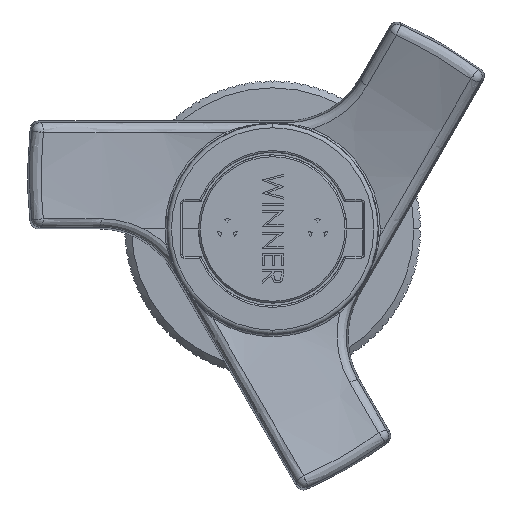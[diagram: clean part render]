
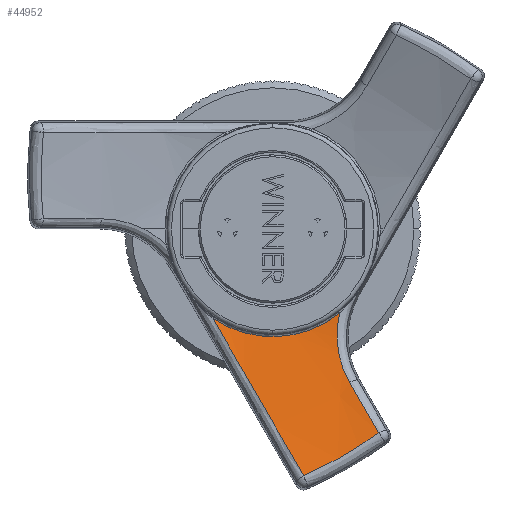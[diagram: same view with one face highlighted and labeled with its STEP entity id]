
A CAD part, left-side view. The second image highlights one B-rep face of the part: STEP entity #44952.
In plain terms, the highlighted spherical face has radius 70 mm.
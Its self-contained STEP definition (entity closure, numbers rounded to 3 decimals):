
#57 = CARTESIAN_POINT ( 'NONE',  ( -50.022, -7.824, -14.913 ) ) ;
#196 = CARTESIAN_POINT ( 'NONE',  ( -53.664, -9.754, -26.103 ) ) ;
#2053 = CIRCLE ( 'NONE', #39335, 12.73 ) ;
#2055 = AXIS2_PLACEMENT_3D ( 'NONE', #23213, #44873, #2104 ) ;
#2104 = DIRECTION ( 'NONE',  ( 0., 1., 0. ) ) ;
#2768 = ORIENTED_EDGE ( 'NONE', *, *, #38392, .T. ) ;
#2890 = B_SPLINE_CURVE_WITH_KNOTS ( 'NONE', 3,
 ( #19024, #25782, #44004, #18715, #33083, #4817, #36519, #7659 ),
 .UNSPECIFIED., .F., .F.,
 ( 4, 2, 2, 4 ),
 ( 0.007, 0.013, 0.018, 0.029 ),
 .UNSPECIFIED. ) ;
#3604 = CARTESIAN_POINT ( 'NONE',  ( -54.451, -3.676, -29.186 ) ) ;
#4817 = CARTESIAN_POINT ( 'NONE',  ( -51.822, -0.22, -23.198 ) ) ;
#5806 = CARTESIAN_POINT ( 'NONE',  ( -49.785, -7.67, -13.86 ) ) ;
#6388 = ORIENTED_EDGE ( 'NONE', *, *, #13272, .T. ) ;
#6535 = CARTESIAN_POINT ( 'NONE',  ( -53.449, -12.52, -24.09 ) ) ;
#7267 = CARTESIAN_POINT ( 'NONE',  ( -49.137, 0., 0. ) ) ;
#7296 = ORIENTED_EDGE ( 'NONE', *, *, #38590, .T. ) ;
#7351 = CARTESIAN_POINT ( 'NONE',  ( -53.449, -12.52, -24.09 ) ) ;
#7520 = CARTESIAN_POINT ( 'NONE',  ( -52.507, -11.399, -22.149 ) ) ;
#7659 = CARTESIAN_POINT ( 'NONE',  ( -54.451, -3.676, -29.186 ) ) ;
#7719 = B_SPLINE_CURVE_WITH_KNOTS ( 'NONE', 3,
 ( #32039, #39234, #17816, #42822, #57, #5806, #25040, #27207, #30797, #37985, #16564, #13758, #41587, #27364 ),
 .UNSPECIFIED., .F., .F.,
 ( 4, 2, 2, 2, 2, 2, 4 ),
 ( 0., 0.002, 0.004, 0.005, 0.007, 0.008, 0.009 ),
 .UNSPECIFIED. ) ;
#7925 = EDGE_LOOP ( 'NONE', ( #29303, #14748, #7296, #2768, #6388 ) ) ;
#8218 = B_SPLINE_CURVE_WITH_KNOTS ( 'NONE', 3,
 ( #3604, #14513, #196, #7351 ),
 .UNSPECIFIED., .F., .F.,
 ( 4, 4 ),
 ( 0., 0.01 ),
 .UNSPECIFIED. ) ;
#9308 = VERTEX_POINT ( 'NONE', #27100 ) ;
#9368 = FACE_OUTER_BOUND ( 'NONE', #7925, .T. ) ;
#11909 = VERTEX_POINT ( 'NONE', #15615 ) ;
#13272 = EDGE_CURVE ( 'NONE', #20593, #9308, #28024, .T. ) ;
#13758 = CARTESIAN_POINT ( 'NONE',  ( -49.225, -7.771, -10.668 ) ) ;
#14513 = CARTESIAN_POINT ( 'NONE',  ( -53.999, -6.783, -27.812 ) ) ;
#14748 = ORIENTED_EDGE ( 'NONE', *, *, #39638, .T. ) ;
#14942 = CARTESIAN_POINT ( 'NONE',  ( -49.137, -7.927, -9.961 ) ) ;
#15615 = CARTESIAN_POINT ( 'NONE',  ( -49.137, 7.053, -10.597 ) ) ;
#16564 = CARTESIAN_POINT ( 'NONE',  ( -49.327, -7.668, -11.377 ) ) ;
#17665 = CARTESIAN_POINT ( 'NONE',  ( -53.449, -12.52, -24.09 ) ) ;
#17816 = CARTESIAN_POINT ( 'NONE',  ( -50.566, -8.449, -16.908 ) ) ;
#18715 = CARTESIAN_POINT ( 'NONE',  ( -50.113, 3.385, -16.953 ) ) ;
#19024 = CARTESIAN_POINT ( 'NONE',  ( -49.137, 7.053, -10.597 ) ) ;
#19976 = VERTEX_POINT ( 'NONE', #14942 ) ;
#20593 = VERTEX_POINT ( 'NONE', #6535 ) ;
#23213 = CARTESIAN_POINT ( 'NONE',  ( -117.97, 0., 0. ) ) ;
#25040 = CARTESIAN_POINT ( 'NONE',  ( -49.71, -7.636, -13.504 ) ) ;
#25782 = CARTESIAN_POINT ( 'NONE',  ( -49.289, 6.131, -12.195 ) ) ;
#27100 = CARTESIAN_POINT ( 'NONE',  ( -50.979, -9.091, -18.152 ) ) ;
#27207 = CARTESIAN_POINT ( 'NONE',  ( -49.569, -7.601, -12.795 ) ) ;
#27364 = CARTESIAN_POINT ( 'NONE',  ( -49.137, -7.927, -9.961 ) ) ;
#28024 = B_SPLINE_CURVE_WITH_KNOTS ( 'NONE', 3,
 ( #17665, #7520, #35787, #39232 ),
 .UNSPECIFIED., .F., .F.,
 ( 4, 4 ),
 ( 0., 0.007 ),
 .UNSPECIFIED. ) ;
#29101 = DIRECTION ( 'NONE',  ( 1., 0., 0. ) ) ;
#29246 = DIRECTION ( 'NONE',  ( 0., 0., 1. ) ) ;
#29303 = ORIENTED_EDGE ( 'NONE', *, *, #42766, .T. ) ;
#30797 = CARTESIAN_POINT ( 'NONE',  ( -49.504, -7.601, -12.441 ) ) ;
#31161 = SPHERICAL_SURFACE ( 'NONE', #2055, 70. ) ;
#32039 = CARTESIAN_POINT ( 'NONE',  ( -50.979, -9.091, -18.152 ) ) ;
#33083 = CARTESIAN_POINT ( 'NONE',  ( -50.486, 2.478, -18.524 ) ) ;
#35156 = CARTESIAN_POINT ( 'NONE',  ( -54.451, -3.676, -29.186 ) ) ;
#35787 = CARTESIAN_POINT ( 'NONE',  ( -51.682, -10.254, -20.167 ) ) ;
#36519 = CARTESIAN_POINT ( 'NONE',  ( -52.995, -1.971, -26.233 ) ) ;
#37985 = CARTESIAN_POINT ( 'NONE',  ( -49.383, -7.634, -11.732 ) ) ;
#38392 = EDGE_CURVE ( 'NONE', #40331, #20593, #8218, .T. ) ;
#38590 = EDGE_CURVE ( 'NONE', #11909, #40331, #2890, .T. ) ;
#39232 = CARTESIAN_POINT ( 'NONE',  ( -50.979, -9.091, -18.152 ) ) ;
#39234 = CARTESIAN_POINT ( 'NONE',  ( -50.767, -8.741, -17.548 ) ) ;
#39335 = AXIS2_PLACEMENT_3D ( 'NONE', #7267, #29101, #29246 ) ;
#39638 = EDGE_CURVE ( 'NONE', #19976, #11909, #2053, .T. ) ;
#40331 = VERTEX_POINT ( 'NONE', #35156 ) ;
#41587 = CARTESIAN_POINT ( 'NONE',  ( -49.178, -7.84, -10.311 ) ) ;
#42766 = EDGE_CURVE ( 'NONE', #9308, #19976, #7719, .T. ) ;
#42822 = CARTESIAN_POINT ( 'NONE',  ( -50.194, -7.991, -15.592 ) ) ;
#44004 = CARTESIAN_POINT ( 'NONE',  ( -49.515, 5.21, -13.791 ) ) ;
#44873 = DIRECTION ( 'NONE',  ( 0., 0., 1. ) ) ;
#44952 = ADVANCED_FACE ( 'NONE', ( #9368 ), #31161, .F. ) ;
